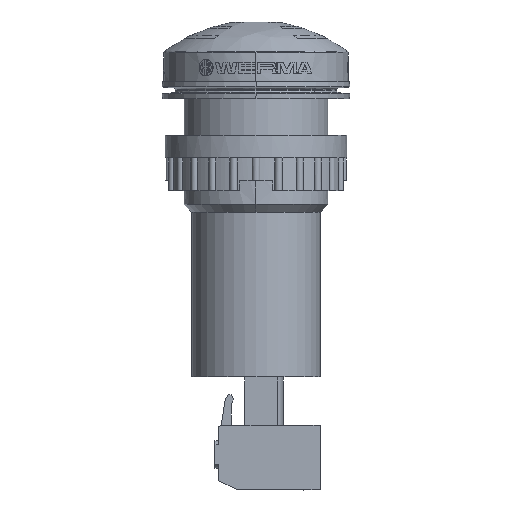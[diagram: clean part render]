
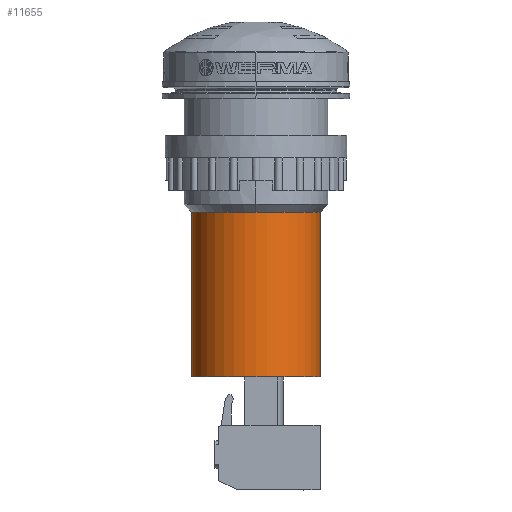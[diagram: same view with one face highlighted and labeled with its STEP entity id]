
A CAD part, left-side view. The second image highlights one B-rep face of the part: STEP entity #11655.
In plain terms, the highlighted cylindrical face has radius 9.8 mm (diameter 19.6 mm), a partial arc.
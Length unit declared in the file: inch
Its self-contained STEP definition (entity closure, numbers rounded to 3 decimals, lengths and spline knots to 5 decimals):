
#1562 = VERTEX_POINT ( 'NONE', #12751 ) ;
#1806 = DIRECTION ( 'NONE',  ( 0., 0., 1. ) ) ;
#1870 = FACE_OUTER_BOUND ( 'NONE', #22783, .T. ) ;
#1936 = DIRECTION ( 'NONE',  ( 0., -1., 0. ) ) ;
#2523 = CARTESIAN_POINT ( 'NONE',  ( 0., -0.38583, 0.50197 ) ) ;
#2638 = LINE ( 'NONE', #2523, #19877 ) ;
#2958 = VERTEX_POINT ( 'NONE', #6388 ) ;
#3132 = CARTESIAN_POINT ( 'NONE',  ( 0., -0.38583, 0.99138 ) ) ;
#3579 = CARTESIAN_POINT ( 'NONE',  ( 0., 0., 0.99138 ) ) ;
#5509 = CARTESIAN_POINT ( 'NONE',  ( 0., 0.38583, 0.50197 ) ) ;
#5566 = AXIS2_PLACEMENT_3D ( 'NONE', #17266, #20564, #20791 ) ;
#5683 = CARTESIAN_POINT ( 'NONE',  ( -0.38583, 0., 0.99138 ) ) ;
#6192 = AXIS2_PLACEMENT_3D ( 'NONE', #7450, #1806, #16182 ) ;
#6275 = VECTOR ( 'NONE', #19902, 39.37008 ) ;
#6388 = CARTESIAN_POINT ( 'NONE',  ( 0., 0.38583, 0.99138 ) ) ;
#6516 = EDGE_CURVE ( 'NONE', #7564, #19626, #18642, .T. ) ;
#7450 = CARTESIAN_POINT ( 'NONE',  ( 0., 0., 0. ) ) ;
#7564 = VERTEX_POINT ( 'NONE', #3132 ) ;
#7708 = ORIENTED_EDGE ( 'NONE', *, *, #6516, .T. ) ;
#8075 = CIRCLE ( 'NONE', #6192, 0.38583 ) ;
#8710 = DIRECTION ( 'NONE',  ( 0., -1., 0. ) ) ;
#9165 = DIRECTION ( 'NONE',  ( 0., 0., 1. ) ) ;
#9827 = DIRECTION ( 'NONE',  ( 0., 0., 1. ) ) ;
#10756 = CARTESIAN_POINT ( 'NONE',  ( 0., 0.38583, 0. ) ) ;
#11655 = ADVANCED_FACE ( 'NONE', ( #1870 ), #19794, .T. ) ;
#11975 = ORIENTED_EDGE ( 'NONE', *, *, #19043, .F. ) ;
#12510 = EDGE_CURVE ( 'NONE', #19626, #2958, #18764, .T. ) ;
#12606 = AXIS2_PLACEMENT_3D ( 'NONE', #3579, #17843, #1936 ) ;
#12751 = CARTESIAN_POINT ( 'NONE',  ( 0., -0.38583, 0. ) ) ;
#12816 = LINE ( 'NONE', #5509, #6275 ) ;
#14128 = CARTESIAN_POINT ( 'NONE',  ( 0., 0., 0.50197 ) ) ;
#14613 = ORIENTED_EDGE ( 'NONE', *, *, #14708, .T. ) ;
#14708 = EDGE_CURVE ( 'NONE', #19602, #1562, #8075, .T. ) ;
#16182 = DIRECTION ( 'NONE',  ( 0., -1., 0. ) ) ;
#17266 = CARTESIAN_POINT ( 'NONE',  ( 0., 0., 0.99138 ) ) ;
#17843 = DIRECTION ( 'NONE',  ( 0., 0., -1. ) ) ;
#18642 = CIRCLE ( 'NONE', #12606, 0.38583 ) ;
#18764 = CIRCLE ( 'NONE', #5566, 0.38583 ) ;
#19043 = EDGE_CURVE ( 'NONE', #19602, #2958, #12816, .T. ) ;
#19602 = VERTEX_POINT ( 'NONE', #10756 ) ;
#19626 = VERTEX_POINT ( 'NONE', #5683 ) ;
#19794 = CYLINDRICAL_SURFACE ( 'NONE', #21351, 0.38583 ) ;
#19877 = VECTOR ( 'NONE', #9827, 39.37008 ) ;
#19902 = DIRECTION ( 'NONE',  ( 0., 0., 1. ) ) ;
#20564 = DIRECTION ( 'NONE',  ( 0., 0., -1. ) ) ;
#20682 = EDGE_CURVE ( 'NONE', #1562, #7564, #2638, .T. ) ;
#20791 = DIRECTION ( 'NONE',  ( 0., -1., 0. ) ) ;
#21351 = AXIS2_PLACEMENT_3D ( 'NONE', #14128, #9165, #8710 ) ;
#21472 = ORIENTED_EDGE ( 'NONE', *, *, #20682, .T. ) ;
#22783 = EDGE_LOOP ( 'NONE', ( #11975, #14613, #21472, #7708, #22849 ) ) ;
#22849 = ORIENTED_EDGE ( 'NONE', *, *, #12510, .T. ) ;
